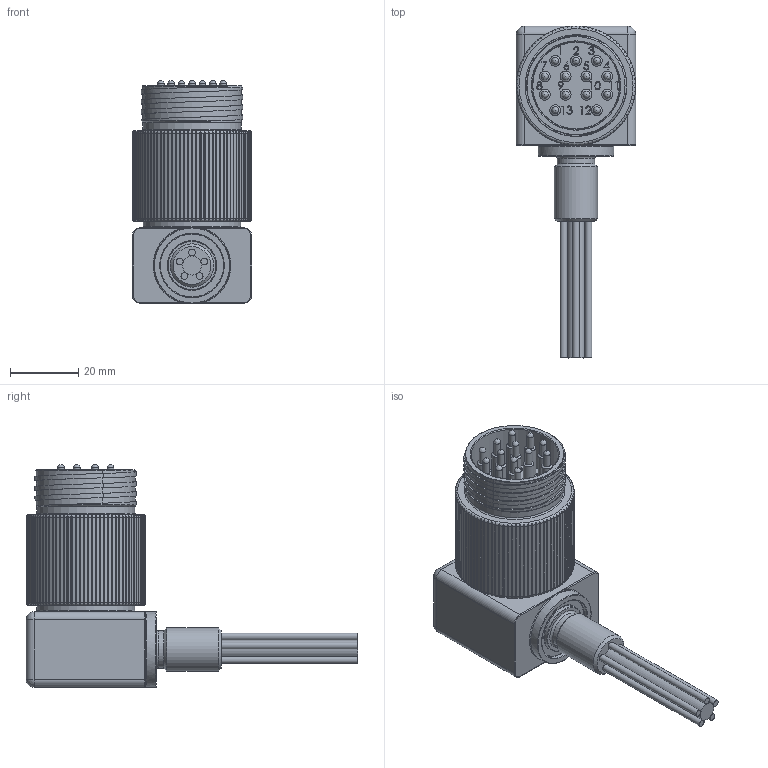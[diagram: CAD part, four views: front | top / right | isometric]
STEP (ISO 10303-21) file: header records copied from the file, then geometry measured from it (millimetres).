
FILE_DESCRIPTION(/* description */ ('','CAx-IF Rec.Pracs.---Representation and Presentation of Product Manufacturing Information (PMI)---4.0---2014-10-13'),/* implementation_level */ '2;1');
FILE_NAME(/* name */ 'DBHRA13M RADLSA-M.stp',/* time_stamp */ '2024-04-23T14:00:41+02:00',/* author */ ('sh'),/* organization */ (''),/* preprocessor_version */ 'ST-DEVELOPER v19.2',/* originating_system */ 'Autodesk Inventor 2023',/* authorisation */ '');
FILE_SCHEMA (('AP242_MANAGED_MODEL_BASED_3D_ENGINEERING_MIM_LF { 1 0 10303 442 1 1 4 }'));
Length unit declared in the file: millimetre
Products named in the file (1): 01506141
Bounding box: 34.92 x 97.16 x 65.27 mm (x, y, z)
Volume: 60076.5 mm3; surface area: 22515.4 mm2
Topology: 2 solids, 4 shells, 691 faces, 1787 edges, 1166 vertices
Faces by surface type: plane 354, cylinder 169, bspline 119, torus 27, cone 18, sphere 4
Full cylindrical faces by diameter (mm): 1.981 x5, 1.986 x13, 3.175 x13, 5.588 x1, 10.922 x1, 12.7 x1, 14.275 x1, 18.694 x1, 19.05 x1, 22.225 x1, 23.368 x1, 23.749 x1, 25.349 x1, 25.4 x1, 25.654 x1, 28.575 x2, 28.804 x1, 28.956 x3, 29.743 x3, 30.048 x2, 31.267 x1
Entity records: 30753 total; most frequent: CARTESIAN_POINT 14204, ORIENTED_EDGE 3566, DIRECTION 2774, EDGE_CURVE 1783, VERTEX_POINT 1166, AXIS2_PLACEMENT_3D 1018, EDGE_LOOP 762, LINE 738
